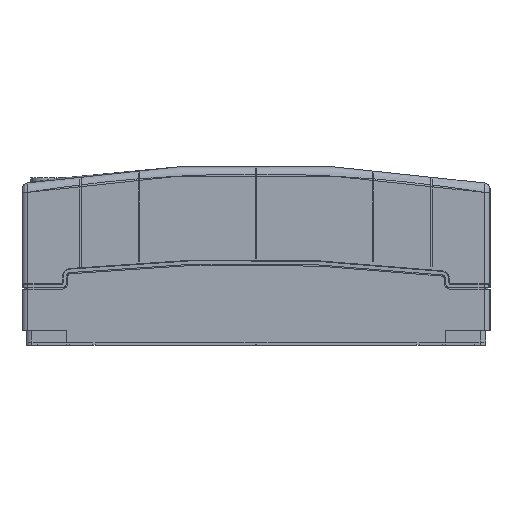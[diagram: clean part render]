
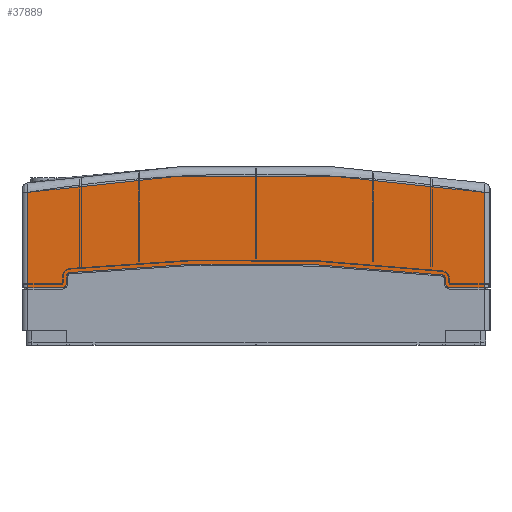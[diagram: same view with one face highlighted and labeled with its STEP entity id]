
A CAD part, left-side view. The second image highlights one B-rep face of the part: STEP entity #37889.
In plain terms, the highlighted planar face has unit normal (-1, 0, 0).
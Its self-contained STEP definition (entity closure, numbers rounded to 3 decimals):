
#27831=DIRECTION('',(0.,0.,1.));
#27832=VECTOR('',#27831,81.71);
#27833=CARTESIAN_POINT('',(-425.,-195.,-48.5));
#27834=LINE('',#27833,#27832);
#27835=DIRECTION('',(0.,1.,0.));
#27836=VECTOR('',#27835,29.034);
#27837=CARTESIAN_POINT('',(-425.,-195.,-48.5));
#27838=LINE('',#27837,#27836);
#27839=CARTESIAN_POINT('',(-425.,-165.966,-44.5));
#27840=DIRECTION('',(1.,0.,0.));
#27841=DIRECTION('',(0.,0.,-1.));
#27842=AXIS2_PLACEMENT_3D('',#27839,#27840,#27841);
#27844=DIRECTION('',(0.,0.035,0.999));
#27845=VECTOR('',#27844,4.402);
#27846=CARTESIAN_POINT('',(-425.,-161.968,-44.64));
#27847=LINE('',#27846,#27845);
#27848=CARTESIAN_POINT('',(-425.,-158.816,-40.345));
#27849=DIRECTION('',(-1.,0.,0.));
#27850=DIRECTION('',(0.,-0.999,0.035));
#27851=AXIS2_PLACEMENT_3D('',#27848,#27849,#27850);
#27853=CARTESIAN_POINT('',(-425.,8.868,-1459.473));
#27854=DIRECTION('',(-1.,0.,0.));
#27855=DIRECTION('',(0.,-0.117,0.993));
#27856=AXIS2_PLACEMENT_3D('',#27853,#27854,#27855);
#27858=CARTESIAN_POINT('',(-425.,158.747,-38.354));
#27859=DIRECTION('',(-1.,0.,0.));
#27860=DIRECTION('',(0.,0.105,0.994));
#27861=AXIS2_PLACEMENT_3D('',#27858,#27859,#27860);
#27863=DIRECTION('',(0.,0.035,-0.999));
#27864=VECTOR('',#27863,6.394);
#27865=CARTESIAN_POINT('',(-425.,161.745,-38.25));
#27866=LINE('',#27865,#27864);
#27867=CARTESIAN_POINT('',(-425.,165.966,-44.5));
#27868=DIRECTION('',(1.,0.,0.));
#27869=DIRECTION('',(0.,-0.999,-0.035));
#27870=AXIS2_PLACEMENT_3D('',#27867,#27868,#27869);
#27872=DIRECTION('',(0.,1.,0.));
#27873=VECTOR('',#27872,29.034);
#27874=CARTESIAN_POINT('',(-425.,165.966,-48.5));
#27875=LINE('',#27874,#27873);
#27876=DIRECTION('',(0.,0.,-1.));
#27877=VECTOR('',#27876,81.71);
#27878=CARTESIAN_POINT('',(-425.,195.,33.21));
#27879=LINE('',#27878,#27877);
#27880=CARTESIAN_POINT('',(-425.,0.,-1173.131));
#27881=DIRECTION('',(-1.,0.,0.));
#27882=DIRECTION('',(0.,-0.16,0.987));
#27883=AXIS2_PLACEMENT_3D('',#27880,#27881,#27882);
#28115=CARTESIAN_POINT('',(-425.,-195.,33.21));
#28116=CARTESIAN_POINT('',(-425.,195.,33.21));
#28117=VERTEX_POINT('',#28115);
#28118=VERTEX_POINT('',#28116);
#28135=CARTESIAN_POINT('',(-425.,-165.966,-48.5));
#28136=CARTESIAN_POINT('',(-425.,-161.968,-44.64));
#28137=VERTEX_POINT('',#28135);
#28138=VERTEX_POINT('',#28136);
#28139=CARTESIAN_POINT('',(-425.,-161.815,-40.24));
#28140=VERTEX_POINT('',#28139);
#28141=CARTESIAN_POINT('',(-425.,-159.168,-37.366));
#28142=VERTEX_POINT('',#28141);
#28151=CARTESIAN_POINT('',(-425.,159.061,-35.371));
#28152=VERTEX_POINT('',#28151);
#28153=CARTESIAN_POINT('',(-425.,161.745,-38.25));
#28154=VERTEX_POINT('',#28153);
#28155=CARTESIAN_POINT('',(-425.,161.968,-44.64));
#28156=VERTEX_POINT('',#28155);
#28157=CARTESIAN_POINT('',(-425.,165.966,-48.5));
#28158=VERTEX_POINT('',#28157);
#28160=CARTESIAN_POINT('',(-425.,-195.,-48.5));
#28162=VERTEX_POINT('',#28160);
#28171=CARTESIAN_POINT('',(-425.,195.,-48.5));
#28173=VERTEX_POINT('',#28171);
#37869=CARTESIAN_POINT('',(-425.,0.,-95.5));
#37870=DIRECTION('',(1.,0.,0.));
#37871=DIRECTION('',(0.,1.,0.));
#37872=AXIS2_PLACEMENT_3D('',#37869,#37870,#37871);
#37873=PLANE('',#37872);
#37874=ORIENTED_EDGE('',*,*,#37862,.F.);
#37875=ORIENTED_EDGE('',*,*,#29930,.T.);
#37876=ORIENTED_EDGE('',*,*,#30094,.T.);
#37877=ORIENTED_EDGE('',*,*,#30121,.T.);
#37878=ORIENTED_EDGE('',*,*,#30148,.T.);
#37879=ORIENTED_EDGE('',*,*,#30175,.T.);
#37880=ORIENTED_EDGE('',*,*,#30202,.T.);
#37881=ORIENTED_EDGE('',*,*,#30229,.T.);
#37882=ORIENTED_EDGE('',*,*,#30256,.T.);
#37883=ORIENTED_EDGE('',*,*,#30296,.T.);
#37885=ORIENTED_EDGE('',*,*,#37884,.F.);
#37886=ORIENTED_EDGE('',*,*,#37765,.F.);
#37887=EDGE_LOOP('',(#37874,#37875,#37876,#37877,#37878,#37879,#37880,#37881,
#37882,#37883,#37885,#37886));
#37888=FACE_OUTER_BOUND('',#37887,.F.);
#37889=ADVANCED_FACE('',(#37888),#37873,.F.);
#27843=CIRCLE('',#27842,4.);
#27852=CIRCLE('',#27851,3.);
#27857=CIRCLE('',#27856,1432.);
#27862=CIRCLE('',#27861,3.);
#27871=CIRCLE('',#27870,4.);
#27884=CIRCLE('',#27883,1222.);
#29930=EDGE_CURVE('',#28162,#28137,#27838,.T.);
#30094=EDGE_CURVE('',#28137,#28138,#27843,.T.);
#30121=EDGE_CURVE('',#28138,#28140,#27847,.T.);
#30148=EDGE_CURVE('',#28140,#28142,#27852,.T.);
#30175=EDGE_CURVE('',#28142,#28152,#27857,.T.);
#30202=EDGE_CURVE('',#28152,#28154,#27862,.T.);
#30229=EDGE_CURVE('',#28154,#28156,#27866,.T.);
#30256=EDGE_CURVE('',#28156,#28158,#27871,.T.);
#30296=EDGE_CURVE('',#28158,#28173,#27875,.T.);
#37765=EDGE_CURVE('',#28117,#28118,#27884,.T.);
#37862=EDGE_CURVE('',#28162,#28117,#27834,.T.);
#37884=EDGE_CURVE('',#28118,#28173,#27879,.T.);
